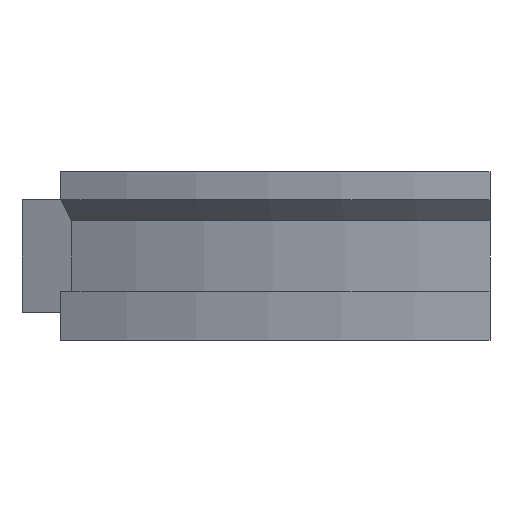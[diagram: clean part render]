
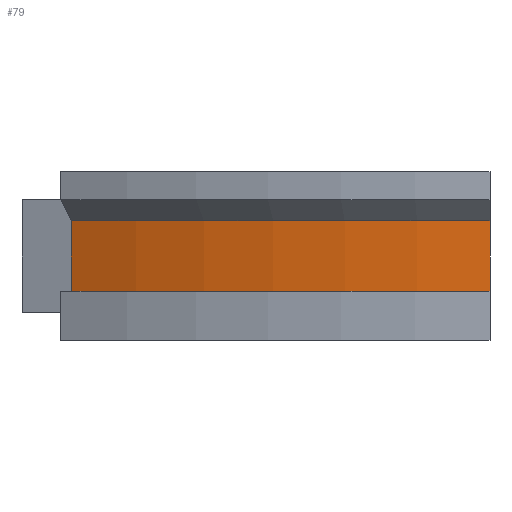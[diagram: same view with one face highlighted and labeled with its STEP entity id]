
A CAD part, left-side view. The second image highlights one B-rep face of the part: STEP entity #79.
In plain terms, the highlighted cylindrical face has radius 119 mm (diameter 238 mm), a partial arc.
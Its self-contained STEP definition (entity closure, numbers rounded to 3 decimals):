
#79=ADVANCED_FACE('',(#265),#267,.T.);
#265=FACE_BOUND('',#266,.T.);
#266=EDGE_LOOP('',(#445,#446,#447,#448));
#267=CYLINDRICAL_SURFACE('',#268,119.);
#268=AXIS2_PLACEMENT_3D('',#269,#270,#271);
#269=CARTESIAN_POINT('',(0.,0.,20.));
#270=DIRECTION('',(0.,0.,-1.));
#271=DIRECTION('',(-1.,0.,0.));
#445=ORIENTED_EDGE('',*,*,#515,.T.);
#446=ORIENTED_EDGE('',*,*,#542,.T.);
#447=ORIENTED_EDGE('',*,*,#500,.F.);
#448=ORIENTED_EDGE('',*,*,#541,.F.);
#500=EDGE_CURVE('',#618,#620,#621,.T.);
#515=EDGE_CURVE('',#643,#641,#644,.T.);
#541=EDGE_CURVE('',#643,#618,#681,.T.);
#542=EDGE_CURVE('',#641,#620,#682,.T.);
#618=VERTEX_POINT('',#838);
#620=VERTEX_POINT('',#842);
#621=LINE('',#843,#844);
#641=VERTEX_POINT('',#891);
#643=VERTEX_POINT('',#895);
#644=LINE('',#896,#897);
#681=CIRCLE('',#997,119.);
#682=CIRCLE('',#1001,119.);
#838=CARTESIAN_POINT('',(-103.057,59.5,10.));
#842=CARTESIAN_POINT('',(-103.057,59.5,20.));
#843=CARTESIAN_POINT('',(-103.057,59.5,10.));
#844=VECTOR('',#845,1.);
#845=DIRECTION('',(0.,0.,1.));
#891=CARTESIAN_POINT('',(-119.,0.,20.));
#895=CARTESIAN_POINT('',(-119.,0.,10.));
#896=CARTESIAN_POINT('',(-119.,0.,10.));
#897=VECTOR('',#898,1.);
#898=DIRECTION('',(0.,0.,1.));
#997=AXIS2_PLACEMENT_3D('',#998,#999,#1000);
#998=CARTESIAN_POINT('',(0.,0.,10.));
#999=DIRECTION('',(0.,0.,-1.));
#1000=DIRECTION('',(-1.,0.,0.));
#1001=AXIS2_PLACEMENT_3D('',#1002,#1003,#1004);
#1002=CARTESIAN_POINT('',(0.,0.,20.));
#1003=DIRECTION('',(0.,0.,-1.));
#1004=DIRECTION('',(-1.,0.,0.));
